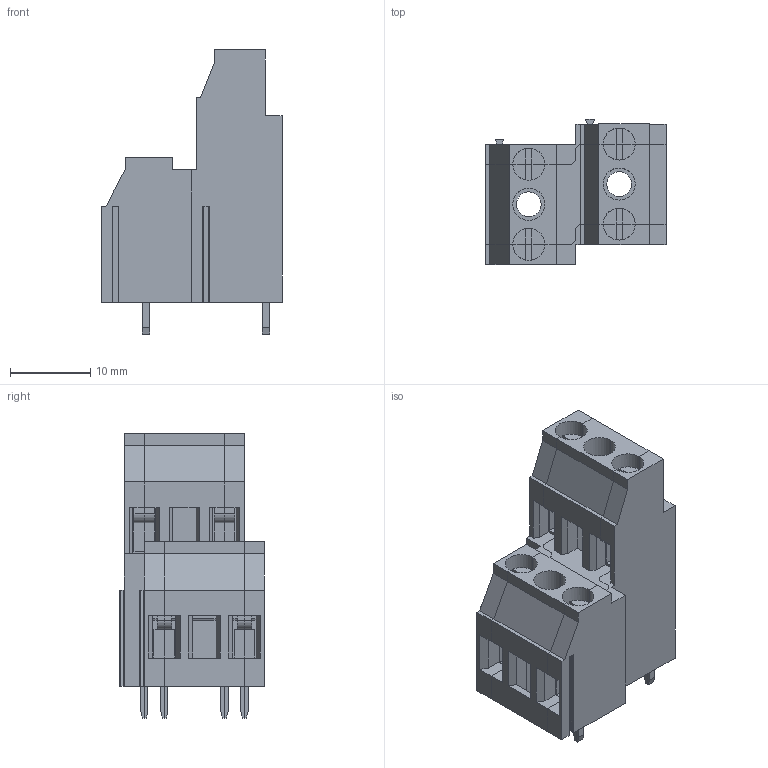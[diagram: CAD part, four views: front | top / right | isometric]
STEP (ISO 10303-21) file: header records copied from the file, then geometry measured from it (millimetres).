
FILE_DESCRIPTION( ( 'Unknown' ), '1' );
FILE_NAME( '691233810004.stp', 'Unknown', ( 'Unknown' ), ( 'Unknown' ), 'PSStep 18.0.17', 'Unknown', ' ' );
FILE_SCHEMA( ( 'AUTOMOTIVE_DESIGN { 1 0 10303 214 1 1 1 1 }' ) );
Length unit declared in the file: millimetre
Products named in the file (4): Assem1; 6912338100xx_SX; 6912338100xx_DX; 691233810004
Assembly tree (3 placements, depth 2):
  Assem1
    6912338100xx_SX
    6912338100xx_DX
    691233810004
Bounding box: 22.5 x 18.1 x 35.5 mm (x, y, z)
Volume: 6027.5 mm3; surface area: 6144.2 mm2
Topology: 3 solids, 3 shells, 341 faces, 995 edges, 662 vertices
Faces by surface type: plane 296, cylinder 45
Entity records: 13959 total; most frequent: CARTESIAN_POINT 2002, ORIENTED_EDGE 1990, DIRECTION 1793, EDGE_CURVE 995, LINE 887, VECTOR 887, VERTEX_POINT 662, AXIS2_PLACEMENT_3D 453
